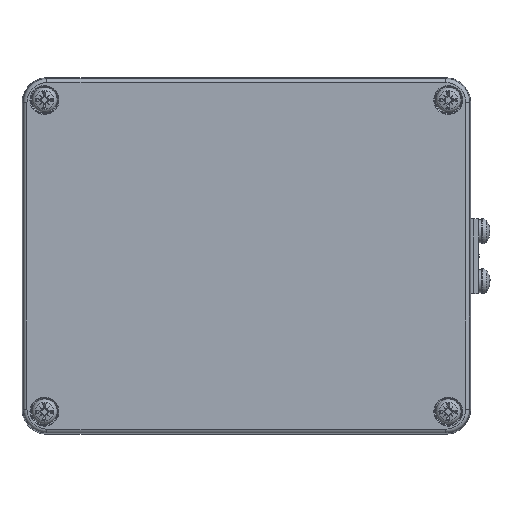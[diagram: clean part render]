
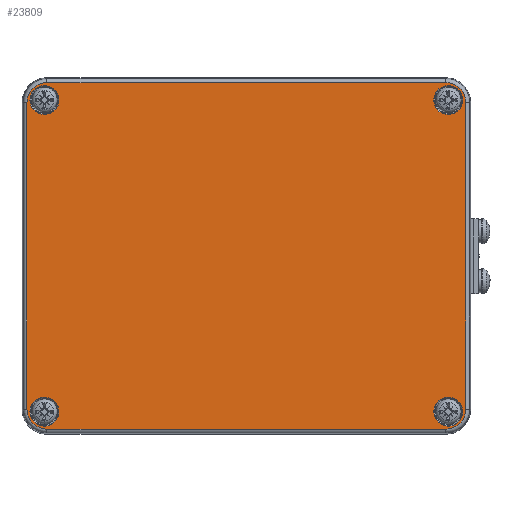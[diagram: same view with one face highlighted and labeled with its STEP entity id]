
A CAD part, top view. The second image highlights one B-rep face of the part: STEP entity #23809.
In plain terms, the highlighted face is planar.
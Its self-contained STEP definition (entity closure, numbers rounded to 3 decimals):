
#622=FACE_BOUND('',#4945,.T.);
#623=FACE_BOUND('',#4946,.T.);
#624=FACE_BOUND('',#4947,.T.);
#625=FACE_BOUND('',#4948,.T.);
#2183=PLANE('',#25417);
#3308=FACE_OUTER_BOUND('',#4944,.T.);
#4944=EDGE_LOOP('',(#20445,#20446,#20447,#20448,#20449,#20450,#20451,#20452));
#4945=EDGE_LOOP('',(#20453));
#4946=EDGE_LOOP('',(#20454));
#4947=EDGE_LOOP('',(#20455));
#4948=EDGE_LOOP('',(#20456));
#6895=LINE('',#41903,#8727);
#6897=LINE('',#41915,#8729);
#6899=LINE('',#41927,#8731);
#6901=LINE('',#41936,#8733);
#8727=VECTOR('',#29879,123.);
#8729=VECTOR('',#29893,160.);
#8731=VECTOR('',#29907,123.);
#8733=VECTOR('',#29919,160.);
#9589=CIRCLE('',#25389,8.002);
#9595=CIRCLE('',#25397,8.002);
#9599=CIRCLE('',#25403,8.002);
#9603=CIRCLE('',#25409,8.002);
#9606=CIRCLE('',#25418,5.8);
#9607=CIRCLE('',#25419,5.8);
#9608=CIRCLE('',#25420,5.8);
#9609=CIRCLE('',#25421,5.8);
#11580=VERTEX_POINT('',#41891);
#11581=VERTEX_POINT('',#41893);
#11583=VERTEX_POINT('',#41899);
#11585=VERTEX_POINT('',#41905);
#11587=VERTEX_POINT('',#41911);
#11589=VERTEX_POINT('',#41917);
#11591=VERTEX_POINT('',#41923);
#11593=VERTEX_POINT('',#41929);
#11600=VERTEX_POINT('',#41956);
#11601=VERTEX_POINT('',#41958);
#11602=VERTEX_POINT('',#41960);
#11603=VERTEX_POINT('',#41962);
#14615=EDGE_CURVE('',#11580,#11581,#9589,.T.);
#14620=EDGE_CURVE('',#11581,#11583,#6895,.T.);
#14623=EDGE_CURVE('',#11583,#11585,#9595,.T.);
#14626=EDGE_CURVE('',#11585,#11587,#6897,.T.);
#14629=EDGE_CURVE('',#11587,#11589,#9599,.T.);
#14632=EDGE_CURVE('',#11589,#11591,#6899,.T.);
#14635=EDGE_CURVE('',#11591,#11593,#9603,.T.);
#14637=EDGE_CURVE('',#11593,#11580,#6901,.T.);
#14647=EDGE_CURVE('',#11600,#11600,#9606,.T.);
#14648=EDGE_CURVE('',#11601,#11601,#9607,.T.);
#14649=EDGE_CURVE('',#11602,#11602,#9608,.T.);
#14650=EDGE_CURVE('',#11603,#11603,#9609,.T.);
#20445=ORIENTED_EDGE('',*,*,#14615,.F.);
#20446=ORIENTED_EDGE('',*,*,#14637,.F.);
#20447=ORIENTED_EDGE('',*,*,#14635,.F.);
#20448=ORIENTED_EDGE('',*,*,#14632,.F.);
#20449=ORIENTED_EDGE('',*,*,#14629,.F.);
#20450=ORIENTED_EDGE('',*,*,#14626,.F.);
#20451=ORIENTED_EDGE('',*,*,#14623,.F.);
#20452=ORIENTED_EDGE('',*,*,#14620,.F.);
#20453=ORIENTED_EDGE('',*,*,#14647,.F.);
#20454=ORIENTED_EDGE('',*,*,#14648,.F.);
#20455=ORIENTED_EDGE('',*,*,#14649,.F.);
#20456=ORIENTED_EDGE('',*,*,#14650,.F.);
#23809=ADVANCED_FACE('',(#3308,#622,#623,#624,#625),#2183,.F.);
#25389=AXIS2_PLACEMENT_3D('',#41894,#29868,#29869);
#25397=AXIS2_PLACEMENT_3D('',#41909,#29886,#29887);
#25403=AXIS2_PLACEMENT_3D('',#41921,#29900,#29901);
#25409=AXIS2_PLACEMENT_3D('',#41933,#29914,#29915);
#25417=AXIS2_PLACEMENT_3D('',#41955,#29939,#29940);
#25418=AXIS2_PLACEMENT_3D('',#41957,#29941,#29942);
#25419=AXIS2_PLACEMENT_3D('',#41959,#29943,#29944);
#25420=AXIS2_PLACEMENT_3D('',#41961,#29945,#29946);
#25421=AXIS2_PLACEMENT_3D('',#41963,#29947,#29948);
#29868=DIRECTION('center_axis',(0.,0.,1.));
#29869=DIRECTION('ref_axis',(-0.707,0.707,0.));
#29879=DIRECTION('',(0.,-1.,0.));
#29886=DIRECTION('center_axis',(0.,0.,1.));
#29887=DIRECTION('ref_axis',(-0.707,-0.707,0.));
#29893=DIRECTION('',(1.,0.,0.));
#29900=DIRECTION('center_axis',(0.,0.,1.));
#29901=DIRECTION('ref_axis',(0.707,-0.707,0.));
#29907=DIRECTION('',(0.,1.,0.));
#29914=DIRECTION('center_axis',(0.,0.,1.));
#29915=DIRECTION('ref_axis',(0.707,0.707,0.));
#29919=DIRECTION('',(-1.,0.,0.));
#29939=DIRECTION('center_axis',(0.,0.,1.));
#29940=DIRECTION('ref_axis',(1.,0.,0.));
#29941=DIRECTION('center_axis',(0.,0.,-1.));
#29942=DIRECTION('ref_axis',(1.,0.,0.));
#29943=DIRECTION('center_axis',(0.,0.,-1.));
#29944=DIRECTION('ref_axis',(1.,0.,0.));
#29945=DIRECTION('center_axis',(0.,0.,-1.));
#29946=DIRECTION('ref_axis',(1.,0.,0.));
#29947=DIRECTION('center_axis',(0.,0.,-1.));
#29948=DIRECTION('ref_axis',(1.,0.,0.));
#41891=CARTESIAN_POINT('',(-80.,69.502,-30.));
#41893=CARTESIAN_POINT('',(-88.002,61.5,-30.));
#41894=CARTESIAN_POINT('Origin',(-80.,61.5,-30.));
#41899=CARTESIAN_POINT('',(-88.002,-61.5,-30.));
#41903=CARTESIAN_POINT('',(-88.002,30.75,-30.));
#41905=CARTESIAN_POINT('',(-80.,-69.502,-30.));
#41909=CARTESIAN_POINT('Origin',(-80.,-61.5,-30.));
#41911=CARTESIAN_POINT('',(80.,-69.502,-30.));
#41915=CARTESIAN_POINT('',(-40.,-69.502,-30.));
#41917=CARTESIAN_POINT('',(88.002,-61.5,-30.));
#41921=CARTESIAN_POINT('Origin',(80.,-61.5,-30.));
#41923=CARTESIAN_POINT('',(88.002,61.5,-30.));
#41927=CARTESIAN_POINT('',(88.002,-30.75,-30.));
#41929=CARTESIAN_POINT('',(80.,69.502,-30.));
#41933=CARTESIAN_POINT('Origin',(80.,61.5,-30.));
#41936=CARTESIAN_POINT('',(40.,69.502,-30.));
#41955=CARTESIAN_POINT('Origin',(0.,0.,
-30.));
#41956=CARTESIAN_POINT('',(-86.8,62.5,-30.));
#41957=CARTESIAN_POINT('Origin',(-81.,62.5,-30.));
#41958=CARTESIAN_POINT('',(75.2,-62.5,-30.));
#41959=CARTESIAN_POINT('Origin',(81.,-62.5,-30.));
#41960=CARTESIAN_POINT('',(75.2,62.5,-30.));
#41961=CARTESIAN_POINT('Origin',(81.,62.5,-30.));
#41962=CARTESIAN_POINT('',(-86.8,-62.5,-30.));
#41963=CARTESIAN_POINT('Origin',(-81.,-62.5,-30.));
